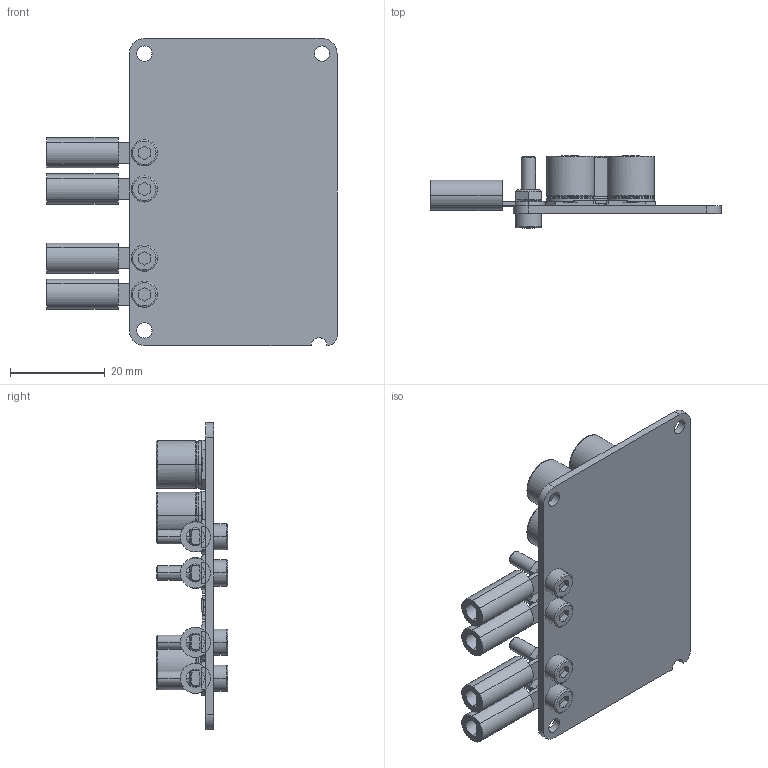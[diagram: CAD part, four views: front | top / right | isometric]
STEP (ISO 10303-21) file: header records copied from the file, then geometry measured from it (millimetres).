
FILE_DESCRIPTION (( 'STEP AP214' ), '1' );
FILE_NAME ('Boost-Converter.STEP', '2017-06-30T01:35:27', ( '' ), ( '' ), 'SwSTEP 2.0', 'SolidWorks 2013', '' );
FILE_SCHEMA (( 'AUTOMOTIVE_DESIGN' ));
Length unit declared in the file: millimetre
Products named in the file (5): Boost-Converter; lt3757-boost-converter; b-DIN EN ISO 4762-M3x12; Cable-Lug_TE-2-34852-1; b-DIN EN ISO 4032-M3
Assembly tree (13 placements, depth 2):
  Boost-Converter
    lt3757-boost-converter
    b-DIN EN ISO 4762-M3x12  x4
    Cable-Lug_TE-2-34852-1  x4
    b-DIN EN ISO 4032-M3  x4
Bounding box: 61.21 x 15.1 x 64.77 mm (x, y, z)
Volume: 2424.2 mm3; surface area: 12863 mm2
Topology: 16 solids, 61 shells, 725 faces, 2457 edges, 1759 vertices
Faces by surface type: plane 449, cylinder 178, bspline 50, cone 40, torus 8
Entity records: 29645 total; most frequent: CARTESIAN_POINT 6276, DIRECTION 3638, ORIENTED_EDGE 3162, EDGE_CURVE 2103, VERTEX_POINT 1531, VECTOR 1428, LINE 1428, AXIS2_PLACEMENT_3D 1105
